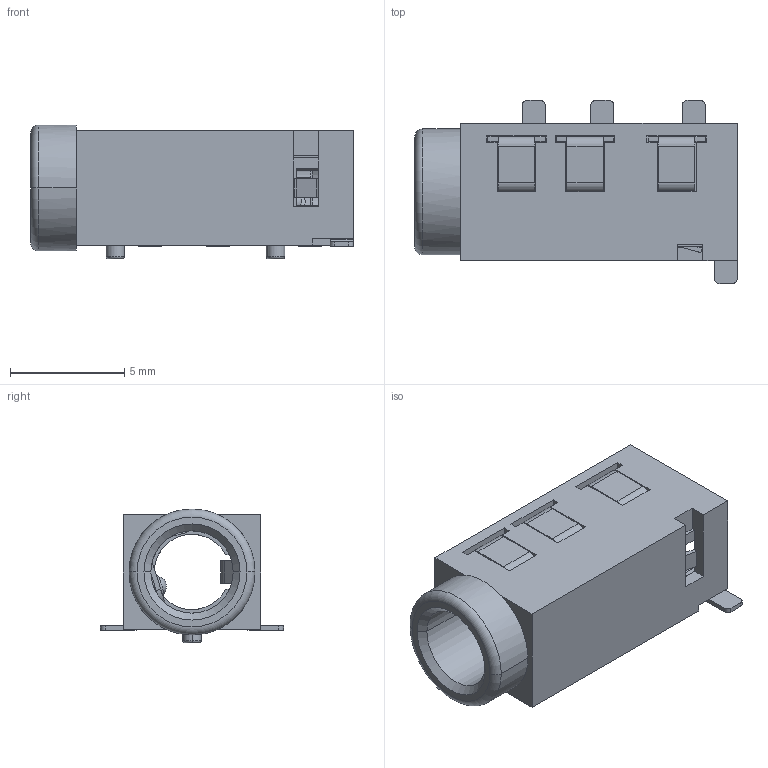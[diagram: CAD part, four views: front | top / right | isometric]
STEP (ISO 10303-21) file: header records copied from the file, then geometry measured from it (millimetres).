
FILE_DESCRIPTION (( 'STEP AP214' ), '1' );
FILE_NAME ('AUDIO-TH_PJ-320A_C49284721.STEP', '2025-11-18T06:35:35', ( '' ), ( '' ), 'SwSTEP 2.0', 'SolidWorks 2021', '' );
FILE_SCHEMA (( 'AUTOMOTIVE_DESIGN' ));
Length unit declared in the file: millimetre
Products named in the file (1): AUDIO-TH_PJ-320A_C49284721
Bounding box: 14.1 x 8 x 5.85 mm (x, y, z)
Volume: 230.8 mm3; surface area: 818.7 mm2
Topology: 5 solids, 5 shells, 543 faces, 1536 edges, 1019 vertices
Faces by surface type: plane 341, bspline 98, cylinder 72, torus 18, sphere 12, cone 2
Entity records: 20722 total; most frequent: CARTESIAN_POINT 4615, ORIENTED_EDGE 3072, DIRECTION 2440, EDGE_CURVE 1536, LINE 1088, VECTOR 1088, VERTEX_POINT 1019, AXIS2_PLACEMENT_3D 676
